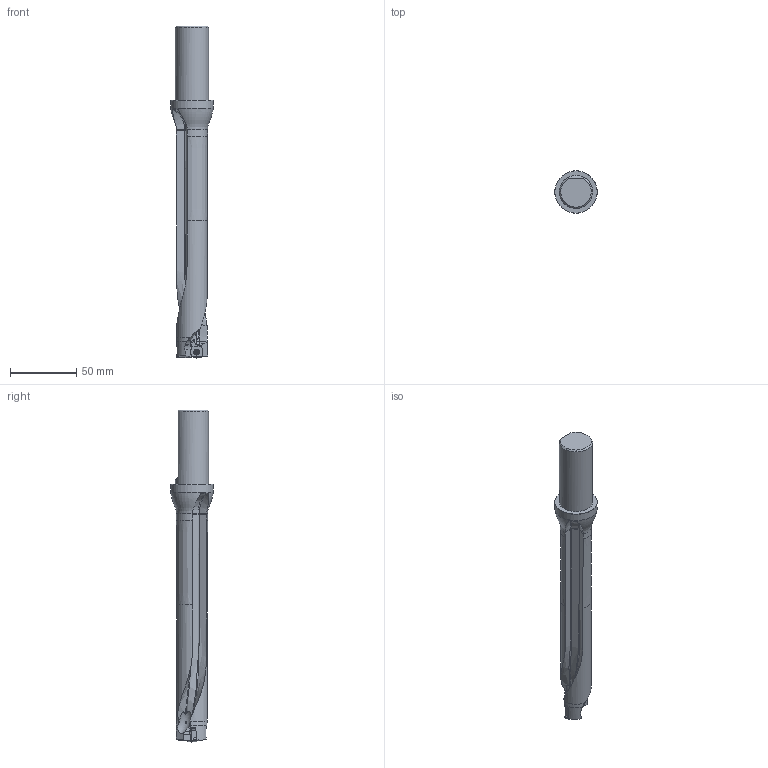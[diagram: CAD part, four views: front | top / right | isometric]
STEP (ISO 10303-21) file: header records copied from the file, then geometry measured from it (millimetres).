
FILE_DESCRIPTION(/* description */ (''),/* implementation_level */ '2;1');
FILE_NAME(/* name */ 'toolassembly_1.stp',/* time_stamp */ '2020-03-23T16:12:41+01:00',/* author */ (''),/* organization */ ('SMS'),/* preprocessor_version */ 'ST-DEVELOPER v16.7',/* originating_system */ 'SIEMENS PLM Software NX 12.0',/* authorisation */ '');
FILE_SCHEMA (('AUTOMOTIVE_DESIGN { 1 0 10303 214 3 1 1 1 }'));
Length unit declared in the file: millimetre
Products named in the file (5): CUT_20200323161216; CUT_20200323161213; NOCUT_20200323161022; ASSEMBLY_CONSTRUCTION; TOOLASSEMBLY_1
Assembly tree (4 placements, depth 2):
  TOOLASSEMBLY_1
    ASSEMBLY_CONSTRUCTION
    NOCUT_20200323161022
    CUT_20200323161213
    CUT_20200323161216
Bounding box: 32 x 32 x 250 mm (x, y, z)
Volume: 79823 mm3; surface area: 23745.6 mm2
Topology: 3 solids, 3 shells, 270 faces, 713 edges, 464 vertices
Faces by surface type: plane 105, cylinder 63, cone 34, extrusion 31, bspline 19, torus 11, revolution 5, sphere 2
Full cylindrical faces by diameter (mm): 2.04 x2, 2.5 x1, 2.95 x2, 3.45 x2, 24.994 x1, 32 x1
Entity records: 11777 total; most frequent: CARTESIAN_POINT 5245, ORIENTED_EDGE 1360, DIRECTION 1215, EDGE_CURVE 680, AXIS2_PLACEMENT_3D 468, VERTEX_POINT 447, EDGE_LOOP 303, VECTOR 274
